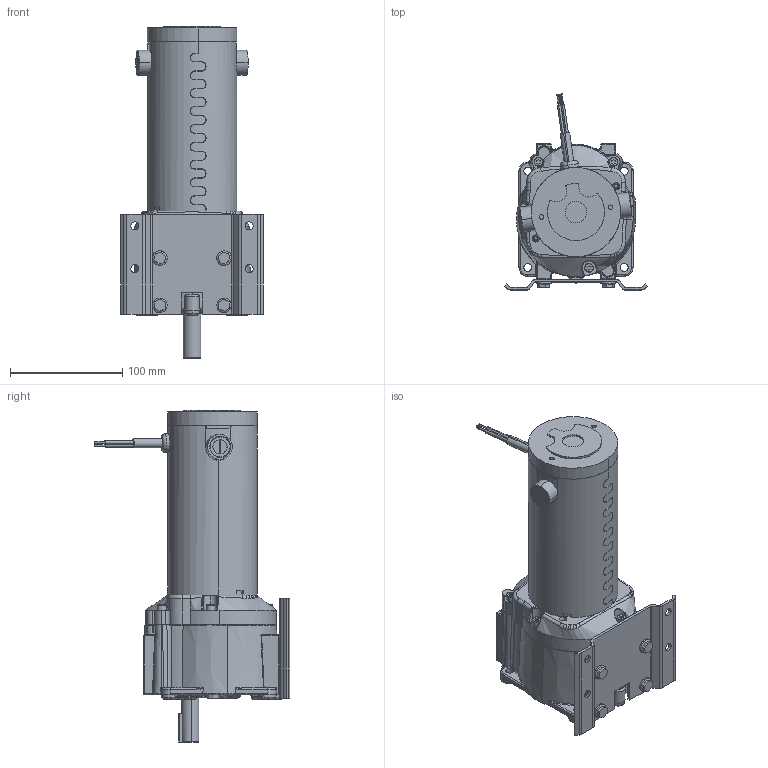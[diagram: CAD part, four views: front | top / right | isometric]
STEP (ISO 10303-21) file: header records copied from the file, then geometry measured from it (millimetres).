
FILE_DESCRIPTION (( 'STEP AP214' ), '1' );
FILE_NAME ('VP1A-90V-8042.STEP', '2025-01-29T18:17:16', ( '' ), ( '' ), 'SwSTEP 2.0', 'SolidWorks 2024', '' );
FILE_SCHEMA (( 'AUTOMOTIVE_DESIGN' ));
Length unit declared in the file: inch
Products named in the file (1): VP1A-90V-8042
Bounding box: 127 x 174.09 x 295.33 mm (x, y, z)
Volume: 1621114.1 mm3; surface area: 222813.7 mm2
Topology: 10 solids, 18 shells, 2472 faces, 6441 edges, 4060 vertices
Faces by surface type: cylinder 701, plane 654, cone 594, bspline 305, torus 176, sphere 42
Entity records: 115201 total; most frequent: CARTESIAN_POINT 57124, ORIENTED_EDGE 12836, DIRECTION 11548, EDGE_CURVE 6418, AXIS2_PLACEMENT_3D 4690, VERTEX_POINT 4061, EDGE_LOOP 2609, CIRCLE 2522
